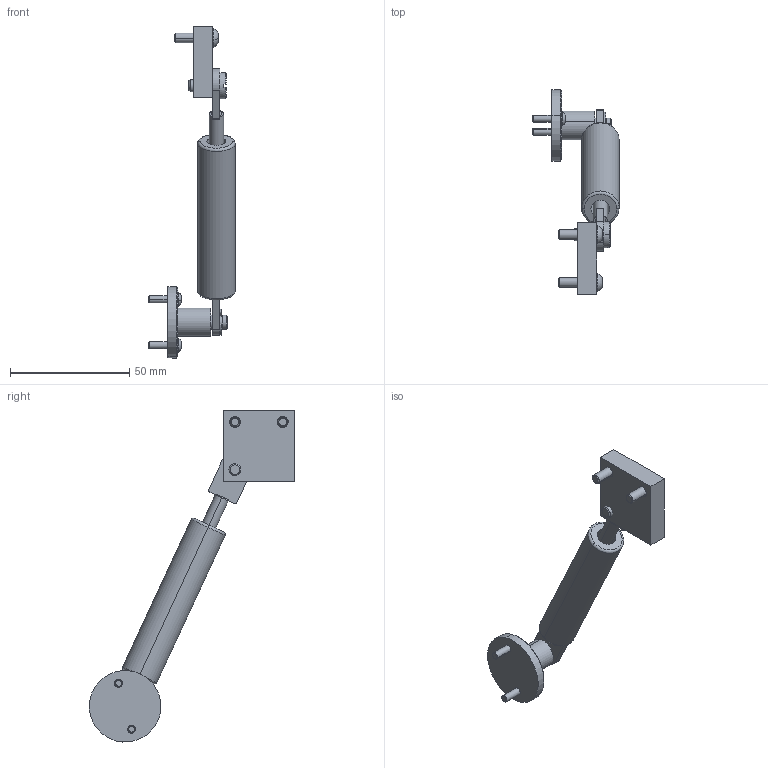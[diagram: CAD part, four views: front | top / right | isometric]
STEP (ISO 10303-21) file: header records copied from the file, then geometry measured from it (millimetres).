
FILE_DESCRIPTION (( 'STEP AP214' ), '1' );
FILE_NAME ('48460~1.STEP', '2019-11-05T08:15:31', ( '' ), ( '' ), 'SwSTEP 2.0', 'SolidWorks 2018', '' );
FILE_SCHEMA (( 'AUTOMOTIVE_DESIGN' ));
Length unit declared in the file: millimetre
Products named in the file (10): DIN923~n_M05x06-A2; ISO7380~n_M03,0x012; ISO7380~n_M04,0x016; 48564~0_S; 2833~0_d 5; 2499_1~0; 48460~1; 45823_2~0; 2499~0; 12440~0
Assembly tree (11 placements, depth 3):
  48460~1
    48564~0_S
    2499~0
      2499_1~0
      45823_2~0
    DIN923~n_M05x06-A2
    12440~0
    2833~0_d 5
    ISO7380~n_M03,0x012  x2
    ISO7380~n_M04,0x016  x2
Bounding box: 36.15 x 85.98 x 139.1 mm (x, y, z)
Volume: 27624.9 mm3; surface area: 15094.6 mm2
Topology: 10 solids, 10 shells, 376 faces, 978 edges, 643 vertices
Faces by surface type: cylinder 160, plane 133, bspline 54, cone 17, torus 12
Entity records: 12448 total; most frequent: CARTESIAN_POINT 4221, ORIENTED_EDGE 1672, DIRECTION 1562, EDGE_CURVE 836, AXIS2_PLACEMENT_3D 576, VERTEX_POINT 551, LINE 410, VECTOR 410
